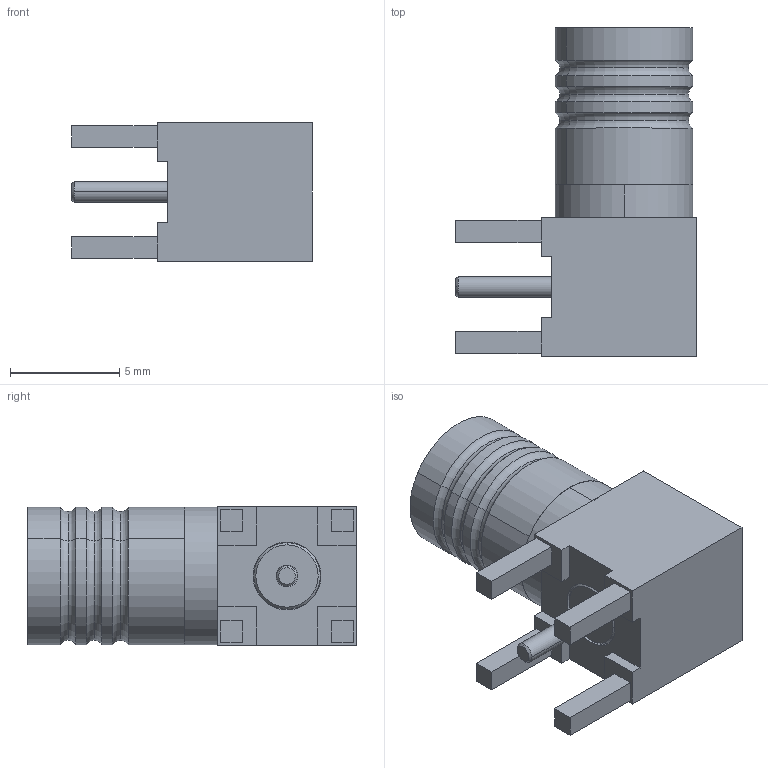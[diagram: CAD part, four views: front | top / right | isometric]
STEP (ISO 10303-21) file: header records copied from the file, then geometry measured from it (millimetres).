
FILE_DESCRIPTION (( 'STEP AP214' ), '1' );
FILE_NAME ('FMCN5236_3D.step', '2024-07-31T17:08:29', ( '' ), ( '' ), 'SwSTEP 2.0', 'SolidWorks 2022', '' );
FILE_SCHEMA (( 'AUTOMOTIVE_DESIGN' ));
Length unit declared in the file: inch
Products named in the file (7): Copy of 5.igs_3^FMCN5236; Copy of 3.igs_9^FMCN5236; Copy of 2.igs_9^FMCN5236; Copy of 7.igs_1^FMCN5236; FMCN5236_3D; Copy of 6.igs_1^FMCN5236; Copy of 1.igs_9^FMCN5236
Assembly tree (6 placements, depth 2):
  FMCN5236_3D
    Copy of 6.igs_1^FMCN5236
    Copy of 1.igs_9^FMCN5236
    Copy of 2.igs_9^FMCN5236
    Copy of 3.igs_9^FMCN5236
    Copy of 5.igs_3^FMCN5236
    Copy of 7.igs_1^FMCN5236
Bounding box: 11 x 15.05 x 6.35 mm (x, y, z)
Volume: 450.6 mm3; surface area: 1193.9 mm2
Topology: 5 solids, 6 shells, 239 faces, 590 edges, 371 vertices
Faces by surface type: plane 102, cylinder 83, cone 34, torus 14, bspline 6
Entity records: 9892 total; most frequent: CARTESIAN_POINT 1849, DIRECTION 1249, ORIENTED_EDGE 1168, EDGE_CURVE 588, AXIS2_PLACEMENT_3D 476, VERTEX_POINT 371, VECTOR 297, LINE 297
